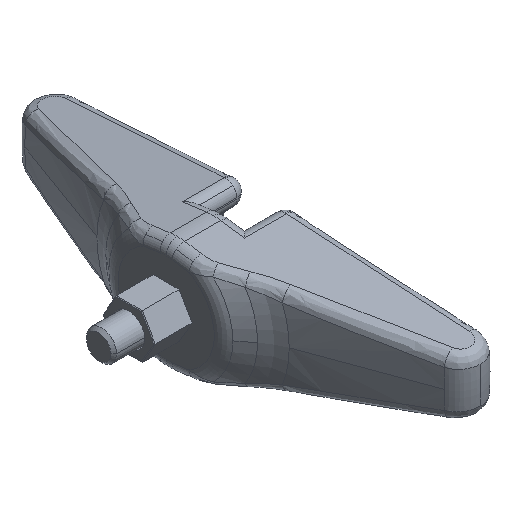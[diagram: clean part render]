
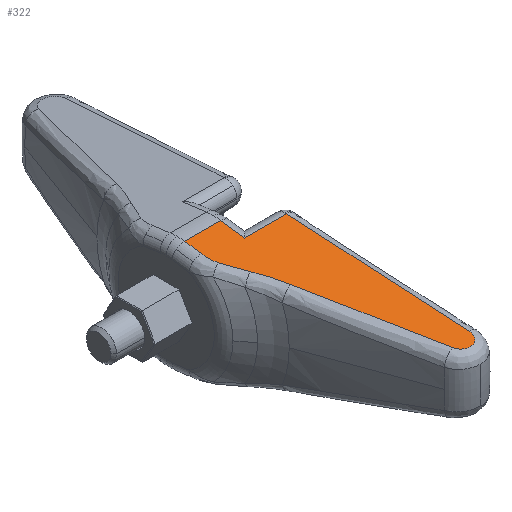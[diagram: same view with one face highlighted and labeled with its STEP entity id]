
A CAD part, isometric view. The second image highlights one B-rep face of the part: STEP entity #322.
In plain terms, the highlighted planar face has unit normal (0, -0.131, 0.991).
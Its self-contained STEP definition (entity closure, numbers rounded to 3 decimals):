
#322=ADVANCED_FACE('',(#692),#693,.T.);
#692=FACE_OUTER_BOUND('',#1475,.T.);
#693=PLANE('',#1476);
#1475=EDGE_LOOP('',(#2614,#2615,#2616,#2617,#2618,#2619,#2620,#2621,#2622,#2623));
#1476=AXIS2_PLACEMENT_3D('',#2624,#2625,#2626);
#2614=ORIENTED_EDGE('',*,*,#3500,.F.);
#2615=ORIENTED_EDGE('',*,*,#3408,.F.);
#2616=ORIENTED_EDGE('',*,*,#3245,.F.);
#2617=ORIENTED_EDGE('',*,*,#3501,.F.);
#2618=ORIENTED_EDGE('',*,*,#3206,.F.);
#2619=ORIENTED_EDGE('',*,*,#3502,.F.);
#2620=ORIENTED_EDGE('',*,*,#3279,.F.);
#2621=ORIENTED_EDGE('',*,*,#3403,.F.);
#2622=ORIENTED_EDGE('',*,*,#3503,.F.);
#2623=ORIENTED_EDGE('',*,*,#3504,.F.);
#2624=CARTESIAN_POINT('',(0.0,-30.0,3.615));
#2625=DIRECTION('',(0.0,-0.131,0.991));
#2626=DIRECTION('',(-1.0,0.0,0.0));
#3206=EDGE_CURVE('',#3755,#3757,#3758,.T.);
#3245=EDGE_CURVE('',#3821,#3823,#3824,.T.);
#3279=EDGE_CURVE('',#3878,#3880,#3881,.T.);
#3403=EDGE_CURVE('',#4064,#3878,#4066,.T.);
#3408=EDGE_CURVE('',#3823,#4073,#4074,.T.);
#3500=EDGE_CURVE('',#4073,#4191,#4192,.T.);
#3501=EDGE_CURVE('',#3757,#3821,#4193,.T.);
#3502=EDGE_CURVE('',#3880,#3755,#4194,.T.);
#3503=EDGE_CURVE('',#4195,#4064,#4196,.T.);
#3504=EDGE_CURVE('',#4191,#4195,#4197,.T.);
#3755=VERTEX_POINT('',#4576);
#3757=VERTEX_POINT('',#4578);
#3758=B_SPLINE_CURVE_WITH_KNOTS('',3,(#4579,#4580,#4581,#4582),.UNSPECIFIED.,.F.,.F.,(4,4),(-0.31,0.),.UNSPECIFIED.);
#3821=VERTEX_POINT('',#4677);
#3823=VERTEX_POINT('',#4679);
#3824=LINE('',#4680,#4681);
#3878=VERTEX_POINT('',#4757);
#3880=VERTEX_POINT('',#4759);
#3881=B_SPLINE_CURVE_WITH_KNOTS('',3,(#4760,#4761,#4762,#4763,#4764),.UNSPECIFIED.,.F.,.F.,(4,1,4),(-1.704,-0.73,0.0),.UNSPECIFIED.);
#4064=VERTEX_POINT('',#5066);
#4066=B_SPLINE_CURVE_WITH_KNOTS('',3,(#5068,#5069,#5070,#5071,#5072,#5073,#5074),.UNSPECIFIED.,.F.,.F.,(4,1,1,1,4),(0.0,0.124,0.247,0.371,0.432),.UNSPECIFIED.);
#4073=VERTEX_POINT('',#5082);
#4074=LINE('',#5083,#5084);
#4191=VERTEX_POINT('',#5257);
#4192=LINE('',#5258,#5259);
#4193=B_SPLINE_CURVE_WITH_KNOTS('',3,(#5260,#5261,#5262,#5263,#5264),.UNSPECIFIED.,.F.,.F.,(4,1,4),(0.0,0.114,0.199),.UNSPECIFIED.);
#4194=B_SPLINE_CURVE_WITH_KNOTS('',3,(#5265,#5266,#5267,#5268),.UNSPECIFIED.,.F.,.F.,(4,4),(0.0,0.416),.UNSPECIFIED.);
#4195=VERTEX_POINT('',#5269);
#4196=B_SPLINE_CURVE_WITH_KNOTS('',3,(#5270,#5271,#5272,#5273,#5274,#5275),.UNSPECIFIED.,.F.,.F.,(4,1,1,4),(-2.301,-1.644,-0.986,0.),.UNSPECIFIED.);
#4197=LINE('',#5276,#5277);
#4576=CARTESIAN_POINT('',(3.271,-7.893,6.526));
#4578=CARTESIAN_POINT('',(1.818,-5.173,6.884));
#4579=CARTESIAN_POINT('',(3.271,-7.893,6.526));
#4580=CARTESIAN_POINT('',(2.743,-7.01,6.642));
#4581=CARTESIAN_POINT('',(2.243,-6.108,6.761));
#4582=CARTESIAN_POINT('',(1.818,-5.173,6.884));
#4677=CARTESIAN_POINT('',(1.5,-3.236,7.139));
#4679=CARTESIAN_POINT('',(1.5,-0.979,7.436));
#4680=CARTESIAN_POINT('',(1.5,-3.236,7.139));
#4681=VECTOR('',#5633,2.277);
#4757=CARTESIAN_POINT('',(10.592,-27.605,3.931));
#4759=CARTESIAN_POINT('',(5.005,-11.642,6.032));
#4760=CARTESIAN_POINT('',(10.592,-27.605,3.931));
#4761=CARTESIAN_POINT('',(9.496,-24.575,4.329));
#4762=CARTESIAN_POINT('',(7.59,-19.268,5.028));
#4763=CARTESIAN_POINT('',(5.749,-13.94,5.729));
#4764=CARTESIAN_POINT('',(5.005,-11.642,6.032));
#5066=CARTESIAN_POINT('',(13.495,-26.96,4.015));
#5068=CARTESIAN_POINT('',(13.495,-26.96,4.015));
#5069=CARTESIAN_POINT('',(13.527,-27.367,3.962));
#5070=CARTESIAN_POINT('',(13.252,-28.214,3.85));
#5071=CARTESIAN_POINT('',(12.022,-28.789,3.775));
#5072=CARTESIAN_POINT('',(10.985,-28.34,3.834));
#5073=CARTESIAN_POINT('',(10.662,-27.797,3.905));
#5074=CARTESIAN_POINT('',(10.592,-27.605,3.931));
#5082=CARTESIAN_POINT('',(6.323,-0.979,7.436));
#5083=CARTESIAN_POINT('',(1.5,-0.979,7.436));
#5084=VECTOR('',#5883,4.823);
#5257=CARTESIAN_POINT('',(6.323,-4.196,7.012));
#5258=CARTESIAN_POINT('',(6.323,-0.979,7.436));
#5259=VECTOR('',#6009,3.245);
#5260=CARTESIAN_POINT('',(1.818,-5.173,6.884));
#5261=CARTESIAN_POINT('',(1.663,-4.831,6.929));
#5262=CARTESIAN_POINT('',(1.523,-4.174,7.015));
#5263=CARTESIAN_POINT('',(1.5,-3.519,7.101));
#5264=CARTESIAN_POINT('',(1.5,-3.236,7.139));
#5265=CARTESIAN_POINT('',(5.005,-11.642,6.032));
#5266=CARTESIAN_POINT('',(4.581,-10.333,6.204));
#5267=CARTESIAN_POINT('',(3.978,-9.075,6.37));
#5268=CARTESIAN_POINT('',(3.271,-7.893,6.526));
#5269=CARTESIAN_POINT('',(11.931,-4.196,7.012));
#5270=CARTESIAN_POINT('',(11.931,-4.196,7.012));
#5271=CARTESIAN_POINT('',(12.013,-6.368,6.726));
#5272=CARTESIAN_POINT('',(12.286,-10.709,6.155));
#5273=CARTESIAN_POINT('',(12.833,-18.293,5.156));
#5274=CARTESIAN_POINT('',(13.246,-23.71,4.443));
#5275=CARTESIAN_POINT('',(13.495,-26.96,4.015));
#5276=CARTESIAN_POINT('',(6.323,-4.196,7.012));
#5277=VECTOR('',#6010,5.609);
#5633=DIRECTION('',(0.0,0.991,0.131));
#5883=DIRECTION('',(1.0,0.0,0.0));
#6009=DIRECTION('',(0.0,-0.991,-0.131));
#6010=DIRECTION('',(1.0,0.0,0.0));
